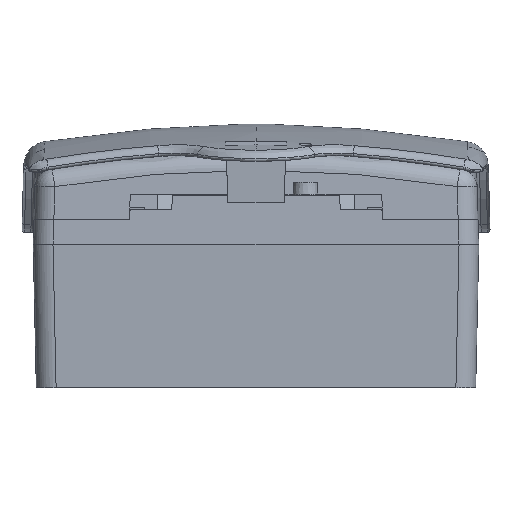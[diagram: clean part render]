
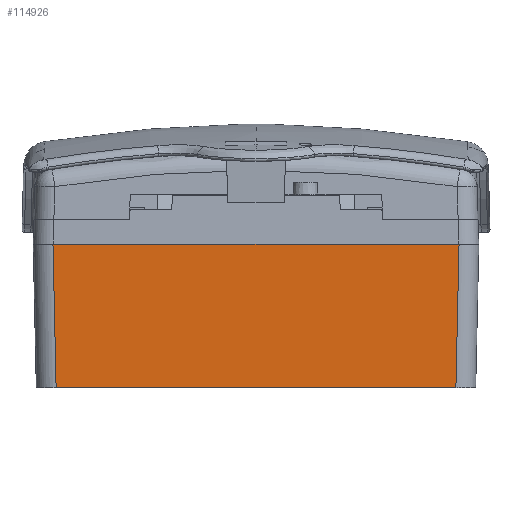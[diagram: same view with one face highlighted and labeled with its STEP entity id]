
A CAD part, front view. The second image highlights one B-rep face of the part: STEP entity #114926.
In plain terms, the highlighted planar face has unit normal (0, -1, -0.022).
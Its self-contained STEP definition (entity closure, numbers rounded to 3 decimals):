
#3313 = LINE ( 'NONE', #100780, #6592 ) ;
#6592 = VECTOR ( 'NONE', #48412, 1000. ) ;
#14880 = DIRECTION ( 'NONE',  ( 0.022, 0.022, -1. ) ) ;
#16239 = CARTESIAN_POINT ( 'NONE',  ( 40.368, -44.367, -29. ) ) ;
#17031 = DIRECTION ( 'NONE',  ( 0.022, -0.022, 1. ) ) ;
#18164 = DIRECTION ( 'NONE',  ( 0., 0.022, -1. ) ) ;
#34613 = ORIENTED_EDGE ( 'NONE', *, *, #88073, .T. ) ;
#35715 = CARTESIAN_POINT ( 'NONE',  ( -40.96, -44.959, -1.875 ) ) ;
#38567 = LINE ( 'NONE', #35715, #122245 ) ;
#41801 = CARTESIAN_POINT ( 'NONE',  ( 45., -45., 0. ) ) ;
#45892 = EDGE_CURVE ( 'NONE', #60709, #50258, #115864, .T. ) ;
#48412 = DIRECTION ( 'NONE',  ( 1., 0., 0. ) ) ;
#50258 = VERTEX_POINT ( 'NONE', #108452 ) ;
#50363 = ORIENTED_EDGE ( 'NONE', *, *, #55369, .F. ) ;
#55369 = EDGE_CURVE ( 'NONE', #80339, #50258, #67716, .T. ) ;
#60709 = VERTEX_POINT ( 'NONE', #16239 ) ;
#67716 = LINE ( 'NONE', #88484, #119882 ) ;
#78259 = ORIENTED_EDGE ( 'NONE', *, *, #113438, .T. ) ;
#78709 = VERTEX_POINT ( 'NONE', #92606 ) ;
#80339 = VERTEX_POINT ( 'NONE', #115987 ) ;
#83458 = EDGE_LOOP ( 'NONE', ( #78259, #103056, #50363, #34613 ) ) ;
#85417 = DIRECTION ( 'NONE',  ( 0., -1., -0.022 ) ) ;
#88073 = EDGE_CURVE ( 'NONE', #80339, #78709, #38567, .T. ) ;
#88484 = CARTESIAN_POINT ( 'NONE',  ( 45., -45., 0. ) ) ;
#92234 = CARTESIAN_POINT ( 'NONE',  ( 41.003, -45.002, 0.087 ) ) ;
#92606 = CARTESIAN_POINT ( 'NONE',  ( -40.368, -44.367, -29. ) ) ;
#95499 = PLANE ( 'NONE',  #116366 ) ;
#96196 = FACE_OUTER_BOUND ( 'NONE', #83458, .T. ) ;
#99024 = VECTOR ( 'NONE', #17031, 1000. ) ;
#100780 = CARTESIAN_POINT ( 'NONE',  ( 45., -44.367, -29. ) ) ;
#102139 = DIRECTION ( 'NONE',  ( 1., 0., 0. ) ) ;
#103056 = ORIENTED_EDGE ( 'NONE', *, *, #45892, .T. ) ;
#108452 = CARTESIAN_POINT ( 'NONE',  ( 41.001, -45., 0. ) ) ;
#113438 = EDGE_CURVE ( 'NONE', #78709, #60709, #3313, .T. ) ;
#114926 = ADVANCED_FACE ( 'NONE', ( #96196 ), #95499, .T. ) ;
#115864 = LINE ( 'NONE', #92234, #99024 ) ;
#115987 = CARTESIAN_POINT ( 'NONE',  ( -41.001, -45., 0. ) ) ;
#116366 = AXIS2_PLACEMENT_3D ( 'NONE', #41801, #85417, #18164 ) ;
#119882 = VECTOR ( 'NONE', #102139, 1000. ) ;
#122245 = VECTOR ( 'NONE', #14880, 1000. ) ;
